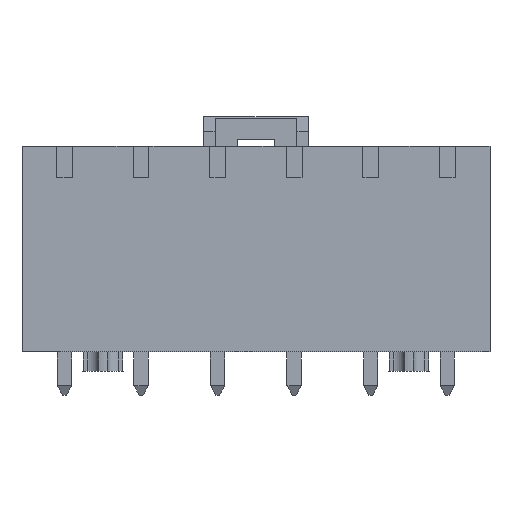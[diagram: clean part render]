
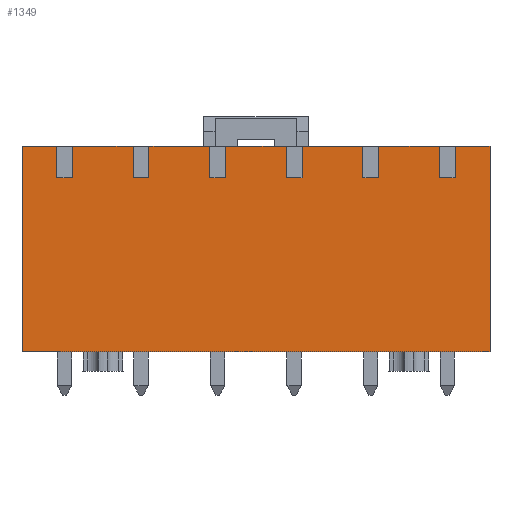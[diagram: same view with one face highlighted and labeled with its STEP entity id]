
A CAD part, front view. The second image highlights one B-rep face of the part: STEP entity #1349.
In plain terms, the highlighted planar face has unit normal (0, -1, 0).
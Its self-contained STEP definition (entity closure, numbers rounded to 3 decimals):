
#96 = VERTEX_POINT('',#97);
#97 = CARTESIAN_POINT('',(7.958,-3.29,15.3));
#144 = VERTEX_POINT('',#145);
#145 = CARTESIAN_POINT('',(9.128,-3.29,15.3));
#151 = EDGE_CURVE('',#144,#152,#154,.T.);
#152 = VERTEX_POINT('',#153);
#153 = CARTESIAN_POINT('',(13.658,-3.29,15.3));
#154 = LINE('',#155,#156);
#155 = CARTESIAN_POINT('',(-17.425,-3.29,15.3));
#156 = VECTOR('',#157,1.);
#157 = DIRECTION('',(1.,0.,0.));
#232 = VERTEX_POINT('',#233);
#233 = CARTESIAN_POINT('',(14.828,-3.29,15.3));
#239 = EDGE_CURVE('',#232,#240,#242,.T.);
#240 = VERTEX_POINT('',#241);
#241 = CARTESIAN_POINT('',(17.425,-3.29,15.3));
#242 = LINE('',#243,#244);
#243 = CARTESIAN_POINT('',(-17.425,-3.29,15.3));
#244 = VECTOR('',#245,1.);
#245 = DIRECTION('',(1.,0.,0.));
#328 = VERTEX_POINT('',#329);
#329 = CARTESIAN_POINT('',(-17.425,-3.29,15.3));
#335 = EDGE_CURVE('',#328,#336,#338,.T.);
#336 = VERTEX_POINT('',#337);
#337 = CARTESIAN_POINT('',(-14.842,-3.29,15.3));
#338 = LINE('',#339,#340);
#339 = CARTESIAN_POINT('',(-17.425,-3.29,15.3));
#340 = VECTOR('',#341,1.);
#341 = DIRECTION('',(1.,0.,0.));
#398 = VERTEX_POINT('',#399);
#399 = CARTESIAN_POINT('',(-13.672,-3.29,15.3));
#405 = EDGE_CURVE('',#398,#406,#408,.T.);
#406 = VERTEX_POINT('',#407);
#407 = CARTESIAN_POINT('',(-9.142,-3.29,15.3));
#408 = LINE('',#409,#410);
#409 = CARTESIAN_POINT('',(-17.425,-3.29,15.3));
#410 = VECTOR('',#411,1.);
#411 = DIRECTION('',(1.,0.,0.));
#462 = VERTEX_POINT('',#463);
#463 = CARTESIAN_POINT('',(-7.972,-3.29,15.3));
#469 = EDGE_CURVE('',#462,#470,#472,.T.);
#470 = VERTEX_POINT('',#471);
#471 = CARTESIAN_POINT('',(-3.442,-3.29,15.3));
#472 = LINE('',#473,#474);
#473 = CARTESIAN_POINT('',(-17.425,-3.29,15.3));
#474 = VECTOR('',#475,1.);
#475 = DIRECTION('',(1.,0.,0.));
#526 = VERTEX_POINT('',#527);
#527 = CARTESIAN_POINT('',(-2.272,-3.29,15.3));
#533 = EDGE_CURVE('',#526,#534,#536,.T.);
#534 = VERTEX_POINT('',#535);
#535 = CARTESIAN_POINT('',(2.258,-3.29,15.3));
#536 = LINE('',#537,#538);
#537 = CARTESIAN_POINT('',(-17.425,-3.29,15.3));
#538 = VECTOR('',#539,1.);
#539 = DIRECTION('',(1.,0.,0.));
#590 = VERTEX_POINT('',#591);
#591 = CARTESIAN_POINT('',(3.428,-3.29,15.3));
#597 = EDGE_CURVE('',#590,#96,#598,.T.);
#598 = LINE('',#599,#600);
#599 = CARTESIAN_POINT('',(-17.425,-3.29,15.3));
#600 = VECTOR('',#601,1.);
#601 = DIRECTION('',(1.,0.,0.));
#810 = EDGE_CURVE('',#240,#811,#813,.T.);
#811 = VERTEX_POINT('',#812);
#812 = CARTESIAN_POINT('',(17.425,-3.29,0.));
#813 = LINE('',#814,#815);
#814 = CARTESIAN_POINT('',(17.425,-3.29,15.3));
#815 = VECTOR('',#816,1.);
#816 = DIRECTION('',(-0.,0.,-1.));
#1314 = EDGE_CURVE('',#811,#1315,#1317,.T.);
#1315 = VERTEX_POINT('',#1316);
#1316 = CARTESIAN_POINT('',(-17.425,-3.29,0.));
#1317 = LINE('',#1318,#1319);
#1318 = CARTESIAN_POINT('',(17.425,-3.29,0.));
#1319 = VECTOR('',#1320,1.);
#1320 = DIRECTION('',(-1.,0.,0.));
#1338 = EDGE_CURVE('',#1315,#328,#1339,.T.);
#1339 = LINE('',#1340,#1341);
#1340 = CARTESIAN_POINT('',(-17.425,-3.29,0.));
#1341 = VECTOR('',#1342,1.);
#1342 = DIRECTION('',(0.,0.,1.));
#1349 = ADVANCED_FACE('',(#1350),#1494,.F.);
#1350 = FACE_BOUND('',#1351,.T.);
#1351 = EDGE_LOOP('',(#1352,#1362,#1368,#1369,#1377,#1385,#1391,#1392,
    #1400,#1408,#1414,#1415,#1423,#1431,#1437,#1438,#1446,#1454,#1460,
    #1461,#1462,#1463,#1464,#1465,#1473,#1481,#1487,#1488));
#1352 = ORIENTED_EDGE('',*,*,#1353,.F.);
#1353 = EDGE_CURVE('',#1354,#1356,#1358,.T.);
#1354 = VERTEX_POINT('',#1355);
#1355 = CARTESIAN_POINT('',(7.958,-3.29,12.95));
#1356 = VERTEX_POINT('',#1357);
#1357 = CARTESIAN_POINT('',(9.128,-3.29,12.95));
#1358 = LINE('',#1359,#1360);
#1359 = CARTESIAN_POINT('',(7.958,-3.29,12.95));
#1360 = VECTOR('',#1361,1.);
#1361 = DIRECTION('',(1.,0.,0.));
#1362 = ORIENTED_EDGE('',*,*,#1363,.T.);
#1363 = EDGE_CURVE('',#1354,#96,#1364,.T.);
#1364 = LINE('',#1365,#1366);
#1365 = CARTESIAN_POINT('',(7.958,-3.29,12.95));
#1366 = VECTOR('',#1367,1.);
#1367 = DIRECTION('',(0.,0.,1.));
#1368 = ORIENTED_EDGE('',*,*,#597,.F.);
#1369 = ORIENTED_EDGE('',*,*,#1370,.F.);
#1370 = EDGE_CURVE('',#1371,#590,#1373,.T.);
#1371 = VERTEX_POINT('',#1372);
#1372 = CARTESIAN_POINT('',(3.428,-3.29,12.95));
#1373 = LINE('',#1374,#1375);
#1374 = CARTESIAN_POINT('',(3.428,-3.29,12.95));
#1375 = VECTOR('',#1376,1.);
#1376 = DIRECTION('',(0.,0.,1.));
#1377 = ORIENTED_EDGE('',*,*,#1378,.F.);
#1378 = EDGE_CURVE('',#1379,#1371,#1381,.T.);
#1379 = VERTEX_POINT('',#1380);
#1380 = CARTESIAN_POINT('',(2.258,-3.29,12.95));
#1381 = LINE('',#1382,#1383);
#1382 = CARTESIAN_POINT('',(2.258,-3.29,12.95));
#1383 = VECTOR('',#1384,1.);
#1384 = DIRECTION('',(1.,0.,0.));
#1385 = ORIENTED_EDGE('',*,*,#1386,.T.);
#1386 = EDGE_CURVE('',#1379,#534,#1387,.T.);
#1387 = LINE('',#1388,#1389);
#1388 = CARTESIAN_POINT('',(2.258,-3.29,12.95));
#1389 = VECTOR('',#1390,1.);
#1390 = DIRECTION('',(0.,0.,1.));
#1391 = ORIENTED_EDGE('',*,*,#533,.F.);
#1392 = ORIENTED_EDGE('',*,*,#1393,.F.);
#1393 = EDGE_CURVE('',#1394,#526,#1396,.T.);
#1394 = VERTEX_POINT('',#1395);
#1395 = CARTESIAN_POINT('',(-2.272,-3.29,12.95));
#1396 = LINE('',#1397,#1398);
#1397 = CARTESIAN_POINT('',(-2.272,-3.29,12.95));
#1398 = VECTOR('',#1399,1.);
#1399 = DIRECTION('',(0.,0.,1.));
#1400 = ORIENTED_EDGE('',*,*,#1401,.F.);
#1401 = EDGE_CURVE('',#1402,#1394,#1404,.T.);
#1402 = VERTEX_POINT('',#1403);
#1403 = CARTESIAN_POINT('',(-3.442,-3.29,12.95));
#1404 = LINE('',#1405,#1406);
#1405 = CARTESIAN_POINT('',(-3.442,-3.29,12.95));
#1406 = VECTOR('',#1407,1.);
#1407 = DIRECTION('',(1.,0.,0.));
#1408 = ORIENTED_EDGE('',*,*,#1409,.T.);
#1409 = EDGE_CURVE('',#1402,#470,#1410,.T.);
#1410 = LINE('',#1411,#1412);
#1411 = CARTESIAN_POINT('',(-3.442,-3.29,12.95));
#1412 = VECTOR('',#1413,1.);
#1413 = DIRECTION('',(0.,0.,1.));
#1414 = ORIENTED_EDGE('',*,*,#469,.F.);
#1415 = ORIENTED_EDGE('',*,*,#1416,.F.);
#1416 = EDGE_CURVE('',#1417,#462,#1419,.T.);
#1417 = VERTEX_POINT('',#1418);
#1418 = CARTESIAN_POINT('',(-7.972,-3.29,12.95));
#1419 = LINE('',#1420,#1421);
#1420 = CARTESIAN_POINT('',(-7.972,-3.29,12.95));
#1421 = VECTOR('',#1422,1.);
#1422 = DIRECTION('',(0.,0.,1.));
#1423 = ORIENTED_EDGE('',*,*,#1424,.F.);
#1424 = EDGE_CURVE('',#1425,#1417,#1427,.T.);
#1425 = VERTEX_POINT('',#1426);
#1426 = CARTESIAN_POINT('',(-9.142,-3.29,12.95));
#1427 = LINE('',#1428,#1429);
#1428 = CARTESIAN_POINT('',(-9.142,-3.29,12.95));
#1429 = VECTOR('',#1430,1.);
#1430 = DIRECTION('',(1.,0.,0.));
#1431 = ORIENTED_EDGE('',*,*,#1432,.T.);
#1432 = EDGE_CURVE('',#1425,#406,#1433,.T.);
#1433 = LINE('',#1434,#1435);
#1434 = CARTESIAN_POINT('',(-9.142,-3.29,12.95));
#1435 = VECTOR('',#1436,1.);
#1436 = DIRECTION('',(0.,0.,1.));
#1437 = ORIENTED_EDGE('',*,*,#405,.F.);
#1438 = ORIENTED_EDGE('',*,*,#1439,.F.);
#1439 = EDGE_CURVE('',#1440,#398,#1442,.T.);
#1440 = VERTEX_POINT('',#1441);
#1441 = CARTESIAN_POINT('',(-13.672,-3.29,12.95));
#1442 = LINE('',#1443,#1444);
#1443 = CARTESIAN_POINT('',(-13.672,-3.29,12.95));
#1444 = VECTOR('',#1445,1.);
#1445 = DIRECTION('',(0.,0.,1.));
#1446 = ORIENTED_EDGE('',*,*,#1447,.F.);
#1447 = EDGE_CURVE('',#1448,#1440,#1450,.T.);
#1448 = VERTEX_POINT('',#1449);
#1449 = CARTESIAN_POINT('',(-14.842,-3.29,12.95));
#1450 = LINE('',#1451,#1452);
#1451 = CARTESIAN_POINT('',(-14.842,-3.29,12.95));
#1452 = VECTOR('',#1453,1.);
#1453 = DIRECTION('',(1.,0.,0.));
#1454 = ORIENTED_EDGE('',*,*,#1455,.T.);
#1455 = EDGE_CURVE('',#1448,#336,#1456,.T.);
#1456 = LINE('',#1457,#1458);
#1457 = CARTESIAN_POINT('',(-14.842,-3.29,12.95));
#1458 = VECTOR('',#1459,1.);
#1459 = DIRECTION('',(0.,0.,1.));
#1460 = ORIENTED_EDGE('',*,*,#335,.F.);
#1461 = ORIENTED_EDGE('',*,*,#1338,.F.);
#1462 = ORIENTED_EDGE('',*,*,#1314,.F.);
#1463 = ORIENTED_EDGE('',*,*,#810,.F.);
#1464 = ORIENTED_EDGE('',*,*,#239,.F.);
#1465 = ORIENTED_EDGE('',*,*,#1466,.F.);
#1466 = EDGE_CURVE('',#1467,#232,#1469,.T.);
#1467 = VERTEX_POINT('',#1468);
#1468 = CARTESIAN_POINT('',(14.828,-3.29,12.95));
#1469 = LINE('',#1470,#1471);
#1470 = CARTESIAN_POINT('',(14.828,-3.29,12.95));
#1471 = VECTOR('',#1472,1.);
#1472 = DIRECTION('',(0.,0.,1.));
#1473 = ORIENTED_EDGE('',*,*,#1474,.F.);
#1474 = EDGE_CURVE('',#1475,#1467,#1477,.T.);
#1475 = VERTEX_POINT('',#1476);
#1476 = CARTESIAN_POINT('',(13.658,-3.29,12.95));
#1477 = LINE('',#1478,#1479);
#1478 = CARTESIAN_POINT('',(13.658,-3.29,12.95));
#1479 = VECTOR('',#1480,1.);
#1480 = DIRECTION('',(1.,0.,0.));
#1481 = ORIENTED_EDGE('',*,*,#1482,.T.);
#1482 = EDGE_CURVE('',#1475,#152,#1483,.T.);
#1483 = LINE('',#1484,#1485);
#1484 = CARTESIAN_POINT('',(13.658,-3.29,12.95));
#1485 = VECTOR('',#1486,1.);
#1486 = DIRECTION('',(0.,0.,1.));
#1487 = ORIENTED_EDGE('',*,*,#151,.F.);
#1488 = ORIENTED_EDGE('',*,*,#1489,.F.);
#1489 = EDGE_CURVE('',#1356,#144,#1490,.T.);
#1490 = LINE('',#1491,#1492);
#1491 = CARTESIAN_POINT('',(9.128,-3.29,12.95));
#1492 = VECTOR('',#1493,1.);
#1493 = DIRECTION('',(0.,0.,1.));
#1494 = PLANE('',#1495);
#1495 = AXIS2_PLACEMENT_3D('',#1496,#1497,#1498);
#1496 = CARTESIAN_POINT('',(0.,-3.29,0.));
#1497 = DIRECTION('',(0.,1.,0.));
#1498 = DIRECTION('',(-0.,0.,-1.));
